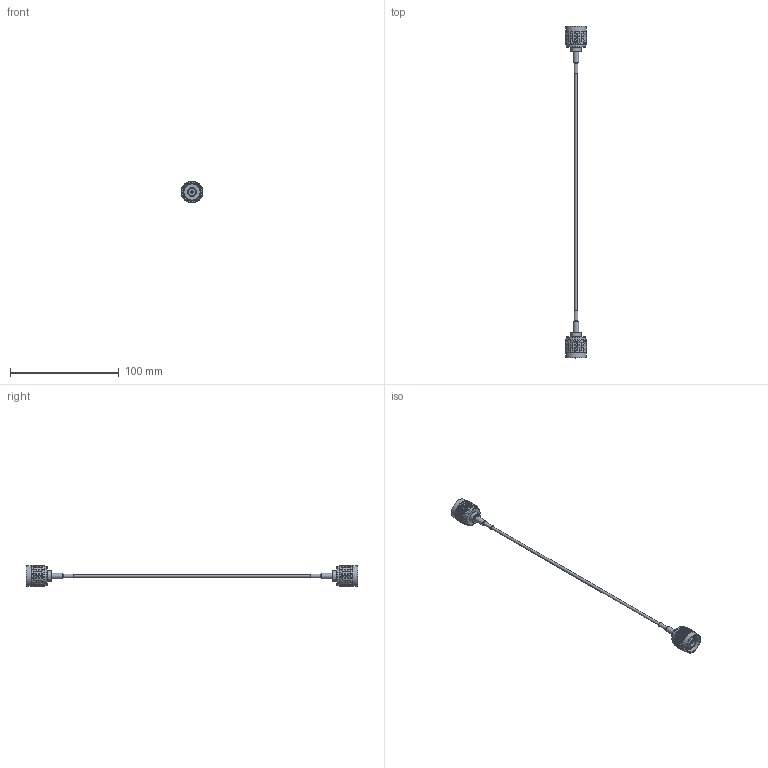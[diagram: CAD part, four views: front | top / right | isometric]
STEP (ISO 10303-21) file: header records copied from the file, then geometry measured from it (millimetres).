
FILE_DESCRIPTION(/* description */ ('Unknown'),/* implementation_level */ '2;1');
FILE_NAME(/* name */ '65506011630501',/* time_stamp */ '2022-04-20T15:50:36+02:00',/* author */ ('Unknown'),/* organization */ ('Unknown'),/* preprocessor_version */ 'ST-DEVELOPER v16.7',/* originating_system */ 'Solid Edge',/* authorisation */ 'Unknown');
FILE_SCHEMA (('AUTOMOTIVE_DESIGN {1 0 10303 214 3 1 1}'));
Products named in the file (1): 65506011630501
Bounding box: 20 x 304.8 x 19.98 mm (x, y, z)
Volume: 9805.8 mm3; surface area: 13059.7 mm2
Topology: 1 solids, 13 shells, 4925 faces, 9900 edges, 5037 vertices
Faces by surface type: bspline 3604, cylinder 1041, plane 222, cone 52, torus 6
Full cylindrical faces by diameter (mm): 0.52 x2, 0.6 x2, 0.95 x4, 1.53 x2, 1.65 x2, 2 x2, 2.1 x6, 2.15 x4, 2.55 x2, 2.6 x3, 3.15 x2, 3.2 x2, 3.5 x2, 3.6 x2, 3.9 x2, 4.9 x2, 5.7 x2, 5.83 x2, 6 x2, 7 x2, 8 x2, 8.2 x2, 9.8 x2, 16.5 x6, 17.5 x4, 17.7 x4, 18 x2, 19.1 x4
Entity records: 240789 total; most frequent: CARTESIAN_POINT 144556, ORIENTED_EDGE 19384, EDGE_CURVE 9692, FACE_BOUND 5112, EDGE_LOOP 5110, VERTEX_POINT 4964, STYLED_ITEM 4923, PRESENTATION_STYLE_ASSIGNMENT 4923
